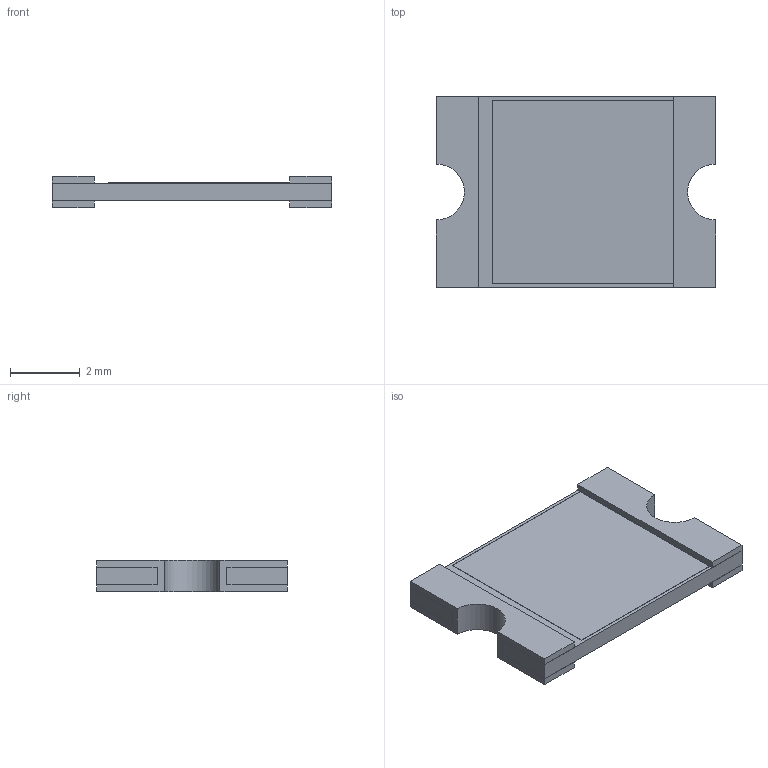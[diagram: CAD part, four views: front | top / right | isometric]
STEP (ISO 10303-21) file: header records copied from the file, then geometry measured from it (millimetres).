
FILE_DESCRIPTION(('FreeCAD Model'),'2;1');
FILE_NAME('Fuse_Bel_Fuse_Inc_0ZCF0200FF2C004_cp.step','2020-11-06T17:39:46',( 'kicad StepUp'),('ksu MCAD'),'Open CASCADE STEP processor 7.3', 'FreeCAD','Unknown');
FILE_SCHEMA(('AUTOMOTIVE_DESIGN { 1 0 10303 214 1 1 1 1 }'));
Length unit declared in the file: millimetre
Products named in the file (1): Fuse_Bel_Fuse_Inc_0ZCF0200FF2C004_cp
Bounding box: 7.98 x 5.44 x 0.9 mm (x, y, z)
Volume: 25.4 mm3; surface area: 208.9 mm2
Topology: 4 solids, 4 shells, 44 faces, 108 edges, 72 vertices
Faces by surface type: plane 38, cylinder 6
Entity records: 1600 total; most frequent: CARTESIAN_POINT 225, ORIENTED_EDGE 216, DIRECTION 210, EDGE_CURVE 108, LINE 96, VECTOR 96, VERTEX_POINT 72, AXIS2_PLACEMENT_3D 57
